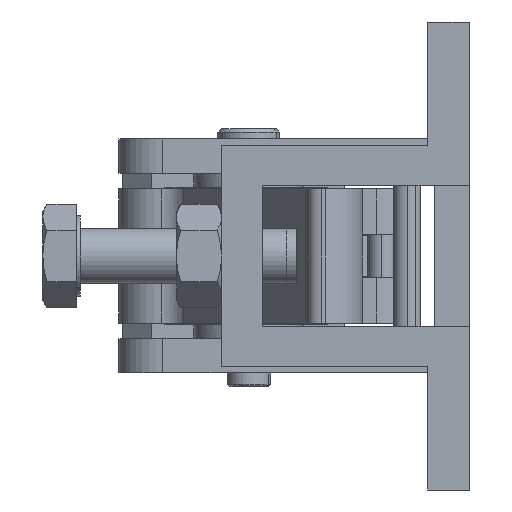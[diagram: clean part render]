
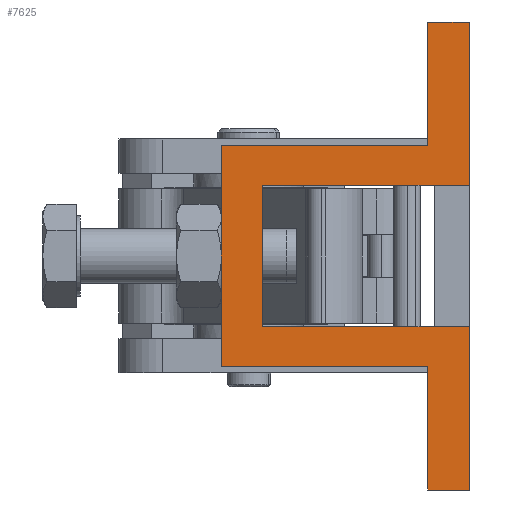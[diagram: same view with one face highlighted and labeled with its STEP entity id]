
A CAD part, left-side view. The second image highlights one B-rep face of the part: STEP entity #7625.
In plain terms, the highlighted planar face has unit normal (-1, 0, 0).
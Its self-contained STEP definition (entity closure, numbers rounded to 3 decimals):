
#17 = ORIENTED_EDGE ( 'NONE', *, *, #3724, .T. ) ;
#101 = EDGE_LOOP ( 'NONE', ( #7492, #6767, #1157, #5164, #7650, #4689, #759, #5695, #893, #17, #5130, #8364 ) ) ;
#155 = CARTESIAN_POINT ( 'NONE',  ( -174.128, 36., -16. ) ) ;
#374 = LINE ( 'NONE', #5450, #7960 ) ;
#471 = DIRECTION ( 'NONE',  ( 0., 0., -1. ) ) ;
#555 = VERTEX_POINT ( 'NONE', #155 ) ;
#759 = ORIENTED_EDGE ( 'NONE', *, *, #9580, .F. ) ;
#791 = DIRECTION ( 'NONE',  ( -1., 0., 0. ) ) ;
#893 = ORIENTED_EDGE ( 'NONE', *, *, #5131, .T. ) ;
#1085 = VECTOR ( 'NONE', #1860, 1000. ) ;
#1094 = CARTESIAN_POINT ( 'NONE',  ( -174.128, 0., -34. ) ) ;
#1157 = ORIENTED_EDGE ( 'NONE', *, *, #5358, .T. ) ;
#1220 = EDGE_CURVE ( 'NONE', #9250, #9058, #8896, .T. ) ;
#1828 = CARTESIAN_POINT ( 'NONE',  ( -174.128, 6., 16. ) ) ;
#1856 = VECTOR ( 'NONE', #8056, 1000. ) ;
#1860 = DIRECTION ( 'NONE',  ( 0., 0., -1. ) ) ;
#1937 = DIRECTION ( 'NONE',  ( 0., 0., -1. ) ) ;
#2010 = VERTEX_POINT ( 'NONE', #2863 ) ;
#2248 = VECTOR ( 'NONE', #3814, 1000. ) ;
#2622 = CARTESIAN_POINT ( 'NONE',  ( -174.128, 0., 10.25 ) ) ;
#2649 = EDGE_CURVE ( 'NONE', #555, #4984, #4893, .T. ) ;
#2821 = CARTESIAN_POINT ( 'NONE',  ( -174.128, 0., -10.25 ) ) ;
#2822 = LINE ( 'NONE', #9888, #8796 ) ;
#2863 = CARTESIAN_POINT ( 'NONE',  ( -174.128, 6., -34. ) ) ;
#2872 = DIRECTION ( 'NONE',  ( 0., -1., 0. ) ) ;
#2888 = CARTESIAN_POINT ( 'NONE',  ( -174.128, 30., -10.25 ) ) ;
#3215 = VERTEX_POINT ( 'NONE', #7668 ) ;
#3385 = LINE ( 'NONE', #9263, #2248 ) ;
#3462 = LINE ( 'NONE', #5056, #5298 ) ;
#3470 = VECTOR ( 'NONE', #9960, 1000. ) ;
#3673 = CARTESIAN_POINT ( 'NONE',  ( -174.128, 0., 10.25 ) ) ;
#3717 = VECTOR ( 'NONE', #2872, 1000. ) ;
#3724 = EDGE_CURVE ( 'NONE', #3215, #7005, #6550, .T. ) ;
#3814 = DIRECTION ( 'NONE',  ( 0., 0., -1. ) ) ;
#3888 = FACE_OUTER_BOUND ( 'NONE', #101, .T. ) ;
#4271 = VERTEX_POINT ( 'NONE', #2821 ) ;
#4282 = CARTESIAN_POINT ( 'NONE',  ( -174.128, 36., 10.25 ) ) ;
#4304 = CARTESIAN_POINT ( 'NONE',  ( -174.128, 6., -16. ) ) ;
#4321 = CARTESIAN_POINT ( 'NONE',  ( -174.128, 30., 10.25 ) ) ;
#4634 = PLANE ( 'NONE',  #9519 ) ;
#4639 = VECTOR ( 'NONE', #7920, 1000. ) ;
#4689 = ORIENTED_EDGE ( 'NONE', *, *, #5702, .F. ) ;
#4732 = VERTEX_POINT ( 'NONE', #2888 ) ;
#4893 = LINE ( 'NONE', #4304, #4639 ) ;
#4977 = CARTESIAN_POINT ( 'NONE',  ( -174.128, 0., 34. ) ) ;
#4984 = VERTEX_POINT ( 'NONE', #7895 ) ;
#5056 = CARTESIAN_POINT ( 'NONE',  ( -174.128, 30., 10.25 ) ) ;
#5130 = ORIENTED_EDGE ( 'NONE', *, *, #9914, .T. ) ;
#5131 = EDGE_CURVE ( 'NONE', #9250, #3215, #5668, .T. ) ;
#5164 = ORIENTED_EDGE ( 'NONE', *, *, #8641, .F. ) ;
#5294 = VERTEX_POINT ( 'NONE', #4321 ) ;
#5298 = VECTOR ( 'NONE', #1937, 1000. ) ;
#5358 = EDGE_CURVE ( 'NONE', #2010, #6209, #5794, .T. ) ;
#5450 = CARTESIAN_POINT ( 'NONE',  ( -174.128, 0., -10.25 ) ) ;
#5451 = LINE ( 'NONE', #4282, #7984 ) ;
#5493 = CARTESIAN_POINT ( 'NONE',  ( -174.128, 0., 0. ) ) ;
#5526 = EDGE_CURVE ( 'NONE', #4732, #4271, #374, .T. ) ;
#5541 = LINE ( 'NONE', #6859, #3470 ) ;
#5668 = LINE ( 'NONE', #4977, #9788 ) ;
#5677 = CARTESIAN_POINT ( 'NONE',  ( -174.128, 0., 34. ) ) ;
#5695 = ORIENTED_EDGE ( 'NONE', *, *, #1220, .F. ) ;
#5702 = EDGE_CURVE ( 'NONE', #5294, #4732, #3462, .T. ) ;
#5727 = DIRECTION ( 'NONE',  ( 0., 1., 0. ) ) ;
#5794 = LINE ( 'NONE', #6775, #3717 ) ;
#6038 = DIRECTION ( 'NONE',  ( 0., 0., -1. ) ) ;
#6209 = VERTEX_POINT ( 'NONE', #1094 ) ;
#6253 = DIRECTION ( 'NONE',  ( 0., 0., 1. ) ) ;
#6550 = LINE ( 'NONE', #8249, #8615 ) ;
#6767 = ORIENTED_EDGE ( 'NONE', *, *, #8535, .T. ) ;
#6775 = CARTESIAN_POINT ( 'NONE',  ( -174.128, 6., -34. ) ) ;
#6859 = CARTESIAN_POINT ( 'NONE',  ( -174.128, 0., 10.25 ) ) ;
#7005 = VERTEX_POINT ( 'NONE', #9130 ) ;
#7492 = ORIENTED_EDGE ( 'NONE', *, *, #2649, .T. ) ;
#7625 = ADVANCED_FACE ( 'NONE', ( #3888 ), #4634, .T. ) ;
#7650 = ORIENTED_EDGE ( 'NONE', *, *, #5526, .F. ) ;
#7668 = CARTESIAN_POINT ( 'NONE',  ( -174.128, 6., 34. ) ) ;
#7895 = CARTESIAN_POINT ( 'NONE',  ( -174.128, 6., -16. ) ) ;
#7920 = DIRECTION ( 'NONE',  ( 0., -1., 0. ) ) ;
#7960 = VECTOR ( 'NONE', #10061, 1000. ) ;
#7984 = VECTOR ( 'NONE', #9717, 1000. ) ;
#8056 = DIRECTION ( 'NONE',  ( 0., 1., 0. ) ) ;
#8249 = CARTESIAN_POINT ( 'NONE',  ( -174.128, 6., 10.25 ) ) ;
#8364 = ORIENTED_EDGE ( 'NONE', *, *, #8940, .T. ) ;
#8535 = EDGE_CURVE ( 'NONE', #4984, #2010, #3385, .T. ) ;
#8615 = VECTOR ( 'NONE', #471, 1000. ) ;
#8641 = EDGE_CURVE ( 'NONE', #4271, #6209, #2822, .T. ) ;
#8796 = VECTOR ( 'NONE', #6038, 1000. ) ;
#8896 = LINE ( 'NONE', #2622, #1085 ) ;
#8934 = CARTESIAN_POINT ( 'NONE',  ( -174.128, 36., 16. ) ) ;
#8940 = EDGE_CURVE ( 'NONE', #8974, #555, #5451, .T. ) ;
#8974 = VERTEX_POINT ( 'NONE', #8934 ) ;
#9058 = VERTEX_POINT ( 'NONE', #3673 ) ;
#9130 = CARTESIAN_POINT ( 'NONE',  ( -174.128, 6., 16. ) ) ;
#9250 = VERTEX_POINT ( 'NONE', #5677 ) ;
#9263 = CARTESIAN_POINT ( 'NONE',  ( -174.128, 6., -10.25 ) ) ;
#9519 = AXIS2_PLACEMENT_3D ( 'NONE', #5493, #791, #6253 ) ;
#9580 = EDGE_CURVE ( 'NONE', #9058, #5294, #5541, .T. ) ;
#9717 = DIRECTION ( 'NONE',  ( 0., 0., -1. ) ) ;
#9788 = VECTOR ( 'NONE', #5727, 1000. ) ;
#9888 = CARTESIAN_POINT ( 'NONE',  ( -174.128, 0., -10.25 ) ) ;
#9894 = LINE ( 'NONE', #1828, #1856 ) ;
#9914 = EDGE_CURVE ( 'NONE', #7005, #8974, #9894, .T. ) ;
#9960 = DIRECTION ( 'NONE',  ( 0., 1., 0. ) ) ;
#10061 = DIRECTION ( 'NONE',  ( 0., -1., 0. ) ) ;
